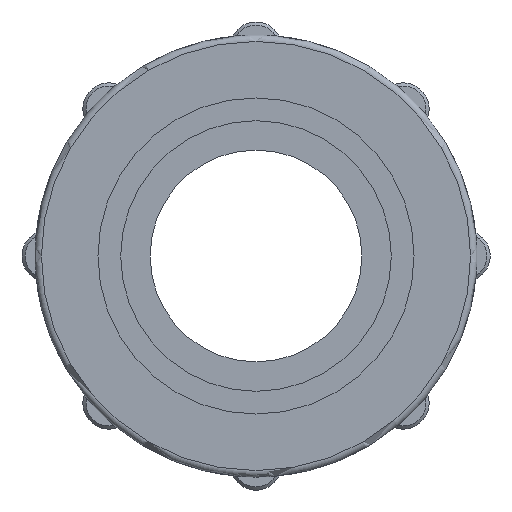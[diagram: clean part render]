
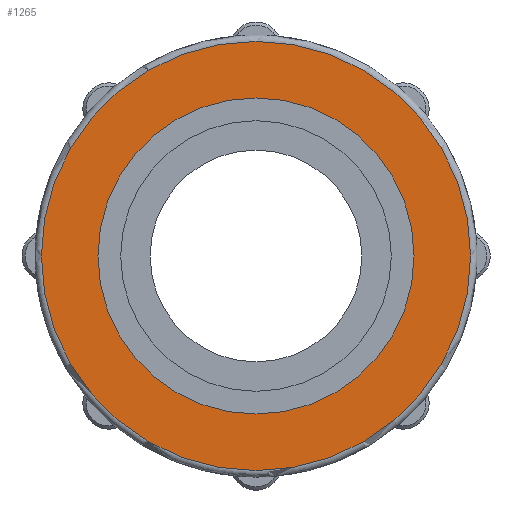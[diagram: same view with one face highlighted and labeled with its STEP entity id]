
A CAD part, left-side view. The second image highlights one B-rep face of the part: STEP entity #1265.
In plain terms, the highlighted planar face has unit normal (-1, 0, 0).
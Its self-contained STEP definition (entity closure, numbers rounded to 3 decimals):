
#36=FACE_BOUND('',#310,.T.);
#55=PLANE('',#1461);
#228=FACE_OUTER_BOUND('',#309,.T.);
#309=EDGE_LOOP('',(#1116));
#310=EDGE_LOOP('',(#1117));
#423=CIRCLE('',#1462,49.963);
#424=CIRCLE('',#1463,36.8);
#598=VERTEX_POINT('',#2703);
#599=VERTEX_POINT('',#2705);
#783=EDGE_CURVE('',#598,#598,#423,.T.);
#784=EDGE_CURVE('',#599,#599,#424,.T.);
#1116=ORIENTED_EDGE('',*,*,#783,.T.);
#1117=ORIENTED_EDGE('',*,*,#784,.F.);
#1265=ADVANCED_FACE('',(#228,#36),#55,.T.);
#1461=AXIS2_PLACEMENT_3D('',#2702,#1843,#1844);
#1462=AXIS2_PLACEMENT_3D('',#2704,#1845,#1846);
#1463=AXIS2_PLACEMENT_3D('',#2706,#1847,#1848);
#1843=DIRECTION('center_axis',(-1.,0.,0.));
#1844=DIRECTION('ref_axis',(0.,0.,1.));
#1845=DIRECTION('center_axis',(-1.,0.,0.));
#1846=DIRECTION('ref_axis',(0.,0.,1.));
#1847=DIRECTION('center_axis',(-1.,0.,0.));
#1848=DIRECTION('ref_axis',(0.,0.,1.));
#2702=CARTESIAN_POINT('Origin',(13.333,36.8,0.));
#2703=CARTESIAN_POINT('',(13.333,0.,-49.963));
#2704=CARTESIAN_POINT('Origin',(13.333,0.,0.));
#2705=CARTESIAN_POINT('',(13.333,-36.8,0.));
#2706=CARTESIAN_POINT('Origin',(13.333,0.,0.));
